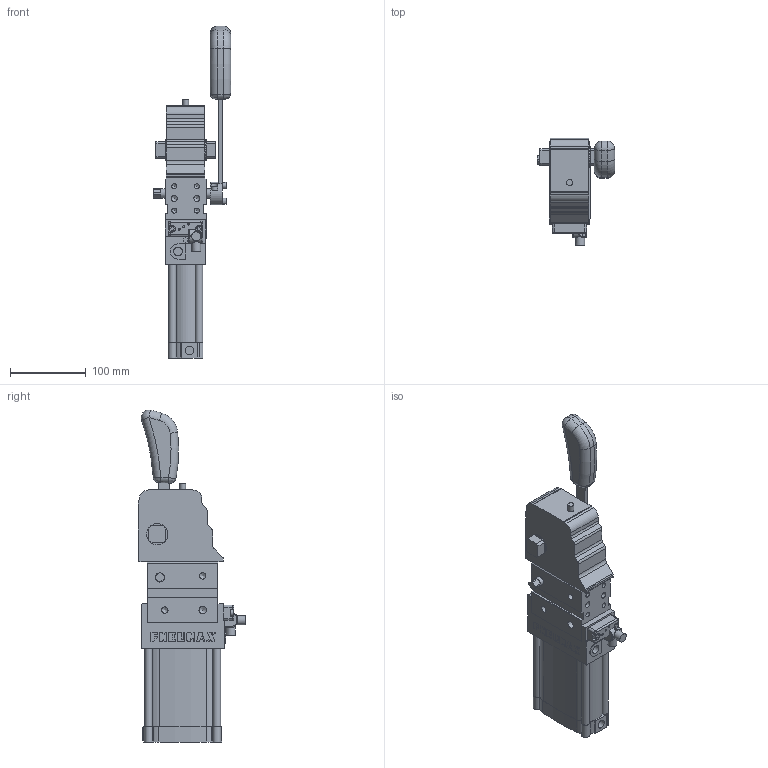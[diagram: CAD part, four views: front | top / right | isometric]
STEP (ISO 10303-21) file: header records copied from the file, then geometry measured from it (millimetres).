
FILE_DESCRIPTION(/* description */ (''),/* implementation_level */ '2;1');
FILE_NAME(/* name */ 'C1D163EG###.stp',/* time_stamp */ '2015-06-30T11:27:57+02:00',/* author */ ('donadda1'),/* organization */ ('Pneumax S.p.A.'),/* preprocessor_version */ 'ST-DEVELOPER v15.2',/* originating_system */ 'Autodesk Inventor 2014',/* authorisation */ '');
FILE_SCHEMA (('AUTOMOTIVE_DESIGN { 1 0 10303 214 3 1 1 }'));
Length unit declared in the file: millimetre
Products named in the file (5): CHIUSURA 63-MANUALE; SENSOR_PNX; SENSOR_PNX_CONN_90°; HAND-LEVER-D1; C1D163EG###
Bounding box: 102 x 141.67 x 437.88 mm (x, y, z)
Volume: 1719708.3 mm3; surface area: 157970.2 mm2
Topology: 4 solids, 4 shells, 483 faces, 1330 edges, 912 vertices
Faces by surface type: plane 273, cylinder 155, cone 22, torus 16, bspline 13, sphere 4
Full cylindrical faces by diameter (mm): 4.134 x2, 5 x4, 5.489 x4, 6.647 x8, 7.9 x1, 8 x4, 8.376 x4, 8.5 x8, 10 x2, 11.445 x2, 12 x4, 17 x2, 22 x1, 28 x2, 30 x1
Entity records: 15466 total; most frequent: CARTESIAN_POINT 3076, DIRECTION 2613, ORIENTED_EDGE 2452, EDGE_CURVE 1226, AXIS2_PLACEMENT_3D 933, VERTEX_POINT 879, LINE 747, VECTOR 747
